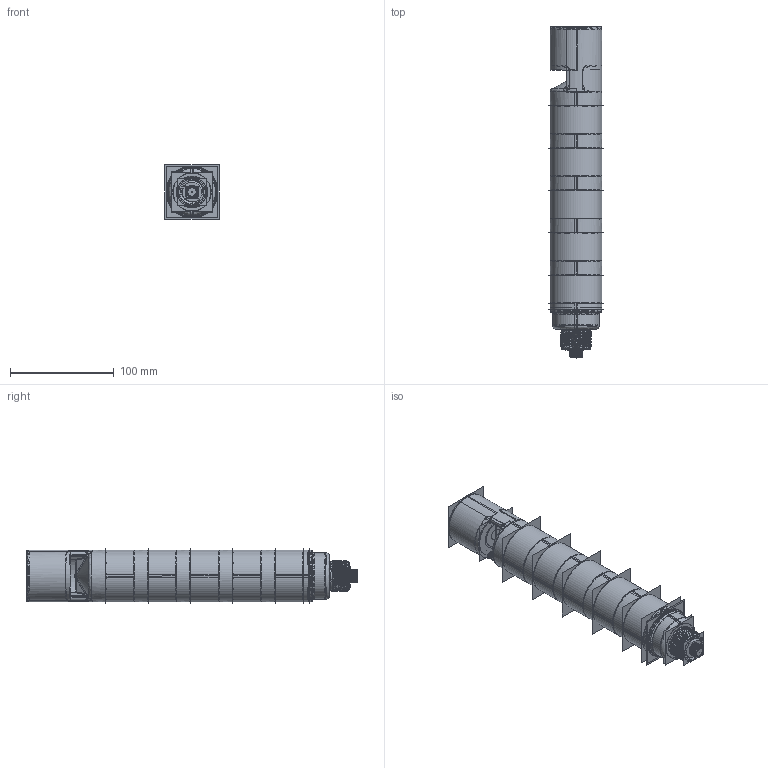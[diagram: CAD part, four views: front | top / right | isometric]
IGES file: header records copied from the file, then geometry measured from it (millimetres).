
Start section:  PTC IGES file: 175256_sm01.igs
Global section: file name: 175256_sm01.igs; native system: Creo Parametric by PTC Inc.; preprocessor: 2019292; author: PDMAdmin; organization: Unknown; date: 20220613.123054; units: millimetre
Bounding box: 52 x 319.49 x 52.08 mm (x, y, z)
Volume: 517480.5 mm3; surface area: 385043.8 mm2
Topology: 2 solids, 3 shells, 1146 faces, 5718 edges, 7189 vertices
Faces by surface type: revolution 584, bspline 562
